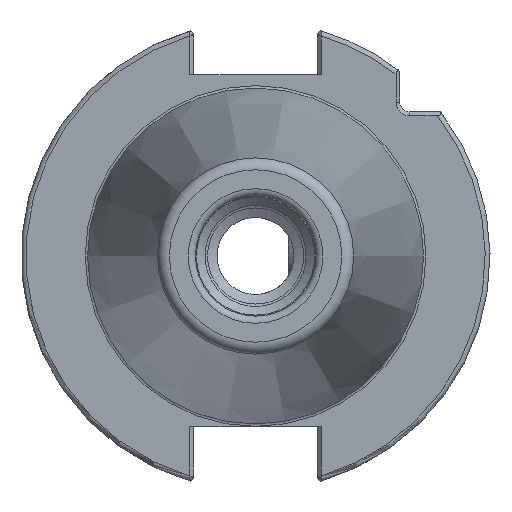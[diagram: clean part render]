
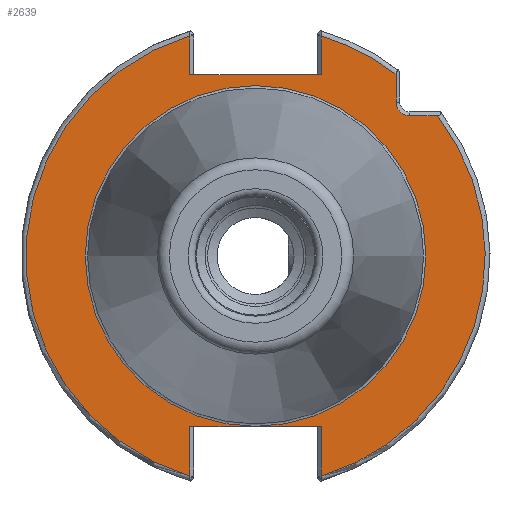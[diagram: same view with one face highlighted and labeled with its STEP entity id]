
A CAD part, left-side view. The second image highlights one B-rep face of the part: STEP entity #2639.
In plain terms, the highlighted planar face has unit normal (-1, 0, 0).
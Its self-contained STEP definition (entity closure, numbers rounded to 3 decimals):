
#110=FACE_BOUND('',#508,.T.);
#124=PLANE('',#2917);
#345=FACE_OUTER_BOUND('',#507,.T.);
#507=EDGE_LOOP('',(#2030,#2031,#2032,#2033,#2034,#2035,#2036,#2037,#2038,
#2039,#2040,#2041));
#508=EDGE_LOOP('',(#2042));
#645=LINE('',#4460,#803);
#667=LINE('',#4762,#825);
#669=LINE('',#4841,#827);
#670=LINE('',#4843,#828);
#671=LINE('',#4847,#829);
#672=LINE('',#4851,#830);
#673=LINE('',#4854,#831);
#674=LINE('',#4855,#832);
#803=VECTOR('',#3299,10.);
#825=VECTOR('',#3347,10.);
#827=VECTOR('',#3369,10.);
#828=VECTOR('',#3370,10.);
#829=VECTOR('',#3373,10.);
#830=VECTOR('',#3376,10.);
#831=VECTOR('',#3379,10.);
#832=VECTOR('',#3380,10.);
#989=CIRCLE('',#2916,47.75);
#990=CIRCLE('',#2918,47.75);
#991=CIRCLE('',#2919,2.8);
#992=CIRCLE('',#2920,47.75);
#993=CIRCLE('',#2921,35.425);
#1141=VERTEX_POINT('',#4458);
#1142=VERTEX_POINT('',#4459);
#1170=VERTEX_POINT('',#4755);
#1173=VERTEX_POINT('',#4760);
#1180=VERTEX_POINT('',#4819);
#1182=VERTEX_POINT('',#4840);
#1183=VERTEX_POINT('',#4842);
#1184=VERTEX_POINT('',#4844);
#1185=VERTEX_POINT('',#4846);
#1186=VERTEX_POINT('',#4848);
#1187=VERTEX_POINT('',#4850);
#1188=VERTEX_POINT('',#4852);
#1189=VERTEX_POINT('',#4856);
#1442=EDGE_CURVE('',#1141,#1142,#645,.T.);
#1484=EDGE_CURVE('',#1173,#1170,#667,.T.);
#1496=EDGE_CURVE('',#1170,#1180,#989,.T.);
#1499=EDGE_CURVE('',#1173,#1182,#669,.T.);
#1500=EDGE_CURVE('',#1183,#1182,#670,.T.);
#1501=EDGE_CURVE('',#1184,#1183,#990,.T.);
#1502=EDGE_CURVE('',#1185,#1184,#671,.T.);
#1503=EDGE_CURVE('',#1186,#1185,#991,.T.);
#1504=EDGE_CURVE('',#1187,#1186,#672,.T.);
#1505=EDGE_CURVE('',#1188,#1187,#992,.T.);
#1506=EDGE_CURVE('',#1141,#1188,#673,.T.);
#1507=EDGE_CURVE('',#1180,#1142,#674,.T.);
#1508=EDGE_CURVE('',#1189,#1189,#993,.T.);
#2030=ORIENTED_EDGE('',*,*,#1484,.F.);
#2031=ORIENTED_EDGE('',*,*,#1499,.T.);
#2032=ORIENTED_EDGE('',*,*,#1500,.F.);
#2033=ORIENTED_EDGE('',*,*,#1501,.F.);
#2034=ORIENTED_EDGE('',*,*,#1502,.F.);
#2035=ORIENTED_EDGE('',*,*,#1503,.F.);
#2036=ORIENTED_EDGE('',*,*,#1504,.F.);
#2037=ORIENTED_EDGE('',*,*,#1505,.F.);
#2038=ORIENTED_EDGE('',*,*,#1506,.F.);
#2039=ORIENTED_EDGE('',*,*,#1442,.T.);
#2040=ORIENTED_EDGE('',*,*,#1507,.F.);
#2041=ORIENTED_EDGE('',*,*,#1496,.F.);
#2042=ORIENTED_EDGE('',*,*,#1508,.T.);
#2639=ADVANCED_FACE('',(#345,#110),#124,.T.);
#2916=AXIS2_PLACEMENT_3D('',#4820,#3365,#3366);
#2917=AXIS2_PLACEMENT_3D('',#4839,#3367,#3368);
#2918=AXIS2_PLACEMENT_3D('',#4845,#3371,#3372);
#2919=AXIS2_PLACEMENT_3D('',#4849,#3374,#3375);
#2920=AXIS2_PLACEMENT_3D('',#4853,#3377,#3378);
#2921=AXIS2_PLACEMENT_3D('',#4857,#3381,#3382);
#3299=DIRECTION('',(0.,1.,0.));
#3347=DIRECTION('',(0.,0.,-1.));
#3365=DIRECTION('center_axis',(1.,0.,0.));
#3366=DIRECTION('ref_axis',(0.,0.,-1.));
#3367=DIRECTION('center_axis',(-1.,0.,0.));
#3368=DIRECTION('ref_axis',(0.,0.,1.));
#3369=DIRECTION('',(0.,-1.,0.));
#3370=DIRECTION('',(0.,0.,1.));
#3371=DIRECTION('center_axis',(1.,0.,0.));
#3372=DIRECTION('ref_axis',(0.,0.,-1.));
#3373=DIRECTION('',(0.,-1.,0.));
#3374=DIRECTION('center_axis',(-1.,0.,0.));
#3375=DIRECTION('ref_axis',(0.,1.,0.));
#3376=DIRECTION('',(0.,0.,-1.));
#3377=DIRECTION('center_axis',(1.,0.,0.));
#3378=DIRECTION('ref_axis',(0.,0.,-1.));
#3379=DIRECTION('',(0.,0.,1.));
#3380=DIRECTION('',(0.,0.,-1.));
#3381=DIRECTION('center_axis',(1.,0.,0.));
#3382=DIRECTION('ref_axis',(0.,0.,-1.));
#4458=CARTESIAN_POINT('',(3.2,-13.65,37.7));
#4459=CARTESIAN_POINT('',(3.2,13.65,37.7));
#4460=CARTESIAN_POINT('',(3.2,30.3,37.7));
#4755=CARTESIAN_POINT('',(3.2,13.65,-45.757));
#4760=CARTESIAN_POINT('',(3.2,13.65,-35.5));
#4762=CARTESIAN_POINT('',(3.2,13.65,-17.75));
#4819=CARTESIAN_POINT('',(3.2,13.65,45.757));
#4820=CARTESIAN_POINT('Origin',(3.2,0.,0.));
#4839=CARTESIAN_POINT('Origin',(3.2,47.75,0.));
#4840=CARTESIAN_POINT('',(3.2,-13.65,-35.5));
#4841=CARTESIAN_POINT('',(3.2,17.45,-35.5));
#4842=CARTESIAN_POINT('',(3.2,-13.65,-45.757));
#4843=CARTESIAN_POINT('',(3.2,-13.65,-27.75));
#4844=CARTESIAN_POINT('',(3.2,-37.781,29.2));
#4845=CARTESIAN_POINT('Origin',(3.2,0.,0.));
#4846=CARTESIAN_POINT('',(3.2,-32.,29.2));
#4847=CARTESIAN_POINT('',(3.2,7.875,29.2));
#4848=CARTESIAN_POINT('',(3.2,-29.2,32.));
#4849=CARTESIAN_POINT('Origin',(3.2,-32.,32.));
#4850=CARTESIAN_POINT('',(3.2,-29.2,37.781));
#4851=CARTESIAN_POINT('',(3.2,-29.2,20.));
#4852=CARTESIAN_POINT('',(3.2,-13.65,45.757));
#4853=CARTESIAN_POINT('Origin',(3.2,0.,0.));
#4854=CARTESIAN_POINT('',(3.2,-13.65,18.85));
#4855=CARTESIAN_POINT('',(3.2,13.65,28.85));
#4856=CARTESIAN_POINT('',(3.2,0.,35.425));
#4857=CARTESIAN_POINT('Origin',(3.2,0.,0.));
